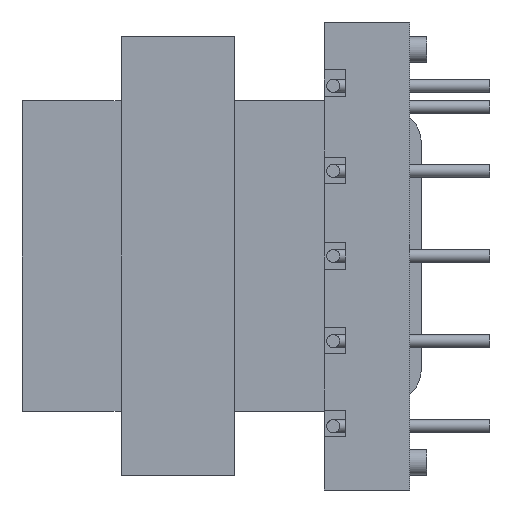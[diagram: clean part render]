
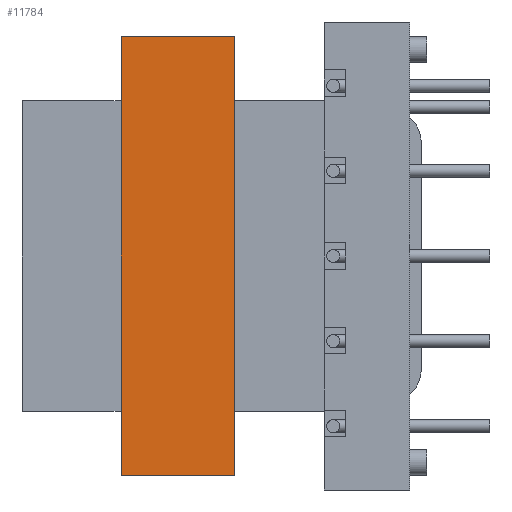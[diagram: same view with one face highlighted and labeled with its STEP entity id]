
A CAD part, left-side view. The second image highlights one B-rep face of the part: STEP entity #11784.
In plain terms, the highlighted planar face has unit normal (-1, 0, 0).
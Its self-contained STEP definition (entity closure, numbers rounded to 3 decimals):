
#432 = VECTOR ( 'NONE', #11154, 1000. ) ;
#453 = DIRECTION ( 'NONE',  ( -1., 0., 0. ) ) ;
#916 = LINE ( 'NONE', #15397, #11379 ) ;
#1586 = ORIENTED_EDGE ( 'NONE', *, *, #10414, .T. ) ;
#2158 = VERTEX_POINT ( 'NONE', #14120 ) ;
#2602 = CARTESIAN_POINT ( 'NONE',  ( -8.844, 18.24, -13.08 ) ) ;
#3223 = VERTEX_POINT ( 'NONE', #4767 ) ;
#3991 = CARTESIAN_POINT ( 'NONE',  ( -8.844, 11.48, -13.08 ) ) ;
#4039 = CARTESIAN_POINT ( 'NONE',  ( -8.844, 18.24, 13.08 ) ) ;
#4054 = DIRECTION ( 'NONE',  ( 0., 0., -1. ) ) ;
#4257 = EDGE_CURVE ( 'NONE', #13954, #3223, #8574, .T. ) ;
#4767 = CARTESIAN_POINT ( 'NONE',  ( -8.844, 18.24, 13.08 ) ) ;
#5721 = ORIENTED_EDGE ( 'NONE', *, *, #4257, .T. ) ;
#6370 = AXIS2_PLACEMENT_3D ( 'NONE', #3991, #453, #8751 ) ;
#6833 = ORIENTED_EDGE ( 'NONE', *, *, #12925, .T. ) ;
#6854 = CARTESIAN_POINT ( 'NONE',  ( -8.844, 11.48, 13.08 ) ) ;
#7465 = EDGE_CURVE ( 'NONE', #9699, #2158, #916, .T. ) ;
#8469 = DIRECTION ( 'NONE',  ( 0., 0., 1. ) ) ;
#8574 = LINE ( 'NONE', #4039, #432 ) ;
#8751 = DIRECTION ( 'NONE',  ( 0., 0., 1. ) ) ;
#9324 = DIRECTION ( 'NONE',  ( 0., -1., 0. ) ) ;
#9699 = VERTEX_POINT ( 'NONE', #2602 ) ;
#9806 = VECTOR ( 'NONE', #8469, 1000. ) ;
#9994 = FACE_OUTER_BOUND ( 'NONE', #11824, .T. ) ;
#10067 = PLANE ( 'NONE',  #6370 ) ;
#10414 = EDGE_CURVE ( 'NONE', #2158, #13954, #13448, .T. ) ;
#10894 = ORIENTED_EDGE ( 'NONE', *, *, #7465, .T. ) ;
#11154 = DIRECTION ( 'NONE',  ( 0., 1., 0. ) ) ;
#11379 = VECTOR ( 'NONE', #9324, 1000. ) ;
#11784 = ADVANCED_FACE ( 'NONE', ( #9994 ), #10067, .T. ) ;
#11824 = EDGE_LOOP ( 'NONE', ( #5721, #6833, #10894, #1586 ) ) ;
#12456 = CARTESIAN_POINT ( 'NONE',  ( -8.844, 18.24, -13.08 ) ) ;
#12853 = VECTOR ( 'NONE', #4054, 1000. ) ;
#12925 = EDGE_CURVE ( 'NONE', #3223, #9699, #14897, .T. ) ;
#13448 = LINE ( 'NONE', #14530, #9806 ) ;
#13954 = VERTEX_POINT ( 'NONE', #6854 ) ;
#14120 = CARTESIAN_POINT ( 'NONE',  ( -8.844, 11.48, -13.08 ) ) ;
#14530 = CARTESIAN_POINT ( 'NONE',  ( -8.844, 11.48, -13.08 ) ) ;
#14897 = LINE ( 'NONE', #12456, #12853 ) ;
#15397 = CARTESIAN_POINT ( 'NONE',  ( -8.844, 11.48, -13.08 ) ) ;
